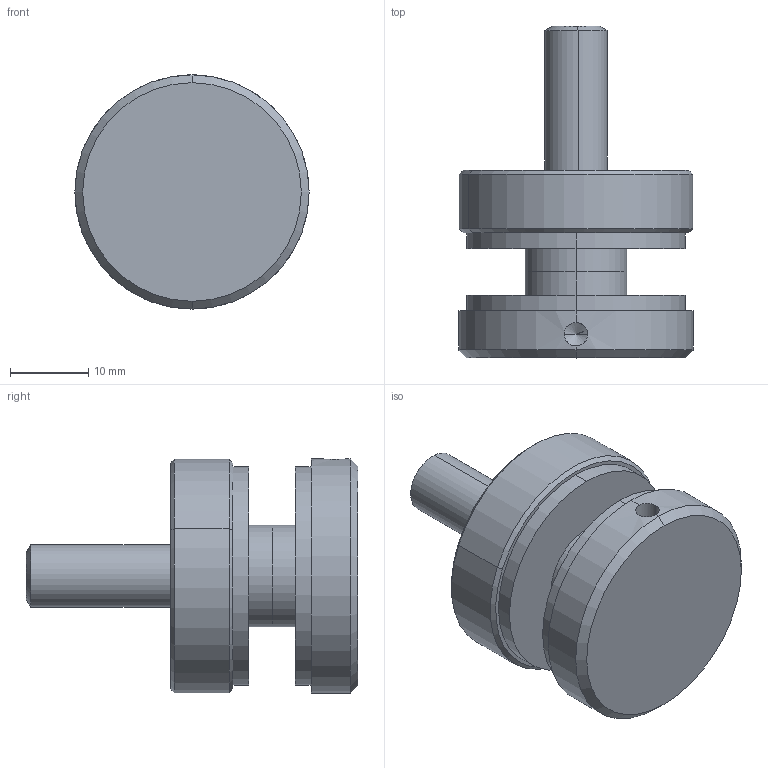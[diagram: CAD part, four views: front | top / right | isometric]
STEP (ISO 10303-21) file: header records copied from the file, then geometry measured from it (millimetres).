
FILE_DESCRIPTION (( 'STEP AP203' ), '1' );
FILE_NAME ('A_0746-FLEX1-B.STEP', '2020-01-28T12:11:49', ( '' ), ( '' ), 'SwSTEP 2.0', 'SolidWorks 2019', '' );
FILE_SCHEMA (( 'CONFIG_CONTROL_DESIGN' ));
Length unit declared in the file: millimetre
Products named in the file (5): A_0746-FLEX1-B; A_0746-FLEX1-B.P3; DIN 913_SKRUTKA M 8X40; A_0746-FLEX1-B.P1; A_0746-FLEX1-B.P2
Assembly tree (5 placements, depth 2):
  A_0746-FLEX1-B
    A_0746-FLEX1-B.P1
    DIN 913_SKRUTKA M 8X40
    A_0746-FLEX1-B.P3  x2
    A_0746-FLEX1-B.P2
Bounding box: 30 x 42.5 x 30 mm (x, y, z)
Volume: 14086.7 mm3; surface area: 8883.4 mm2
Topology: 5 solids, 5 shells, 73 faces, 153 edges, 92 vertices
Faces by surface type: cylinder 28, cone 24, plane 21
Entity records: 2290 total; most frequent: CARTESIAN_POINT 337, DIRECTION 333, ORIENTED_EDGE 262, AXIS2_PLACEMENT_3D 134, EDGE_CURVE 131, VERTEX_POINT 80, EDGE_LOOP 73, LINE 65
